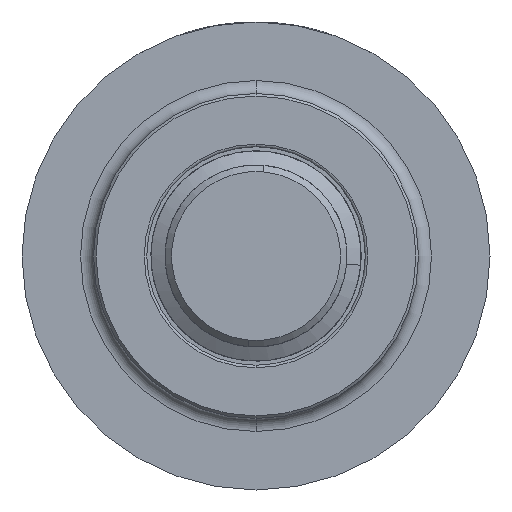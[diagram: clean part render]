
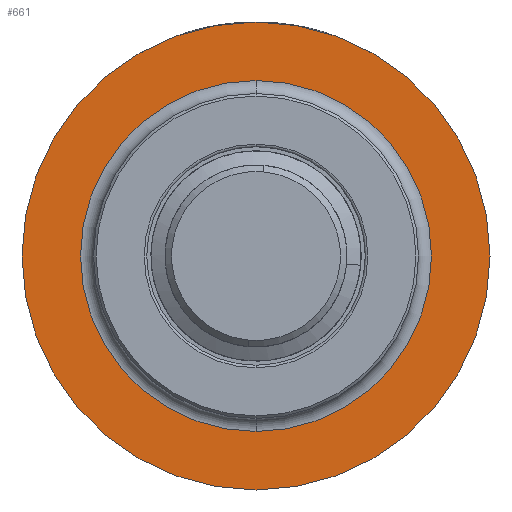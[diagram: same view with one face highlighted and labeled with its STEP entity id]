
A CAD part, front view. The second image highlights one B-rep face of the part: STEP entity #661.
In plain terms, the highlighted planar face has unit normal (0, -1, 0).
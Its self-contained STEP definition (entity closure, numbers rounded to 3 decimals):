
#226 = DIRECTION ( 'NONE',  ( 0., -1., 0. ) ) ;
#251 = CARTESIAN_POINT ( 'NONE',  ( 13.5, 4.42, 0. ) ) ;
#275 = DIRECTION ( 'NONE',  ( 0., 0., -1. ) ) ;
#402 = CIRCLE ( 'NONE', #4529, 13.5 ) ;
#661 = ADVANCED_FACE ( 'NONE', ( #8100, #699 ), #7892, .T. ) ;
#691 = EDGE_CURVE ( 'NONE', #5545, #7631, #7695, .T. ) ;
#699 = FACE_BOUND ( 'NONE', #4079, .T. ) ;
#775 = CARTESIAN_POINT ( 'NONE',  ( 0., 4.42, 18. ) ) ;
#880 = DIRECTION ( 'NONE',  ( 0., -1., 0. ) ) ;
#1146 = CARTESIAN_POINT ( 'NONE',  ( 0., 4.42, 0. ) ) ;
#1542 = CARTESIAN_POINT ( 'NONE',  ( 0., 4.42, 0. ) ) ;
#1745 = DIRECTION ( 'NONE',  ( 0., -1., 0. ) ) ;
#1805 = EDGE_CURVE ( 'NONE', #6649, #6731, #5298, .T. ) ;
#2353 = DIRECTION ( 'NONE',  ( 0., 0., -1. ) ) ;
#2680 = AXIS2_PLACEMENT_3D ( 'NONE', #1542, #880, #275 ) ;
#2705 = DIRECTION ( 'NONE',  ( 0., 0., -1. ) ) ;
#2707 = ORIENTED_EDGE ( 'NONE', *, *, #691, .T. ) ;
#2853 = EDGE_CURVE ( 'NONE', #7631, #5545, #2944, .T. ) ;
#2944 = CIRCLE ( 'NONE', #4737, 18. ) ;
#2947 = AXIS2_PLACEMENT_3D ( 'NONE', #251, #226, #6586 ) ;
#3296 = ORIENTED_EDGE ( 'NONE', *, *, #1805, .F. ) ;
#3797 = CARTESIAN_POINT ( 'NONE',  ( 0., 4.42, -13.5 ) ) ;
#4051 = AXIS2_PLACEMENT_3D ( 'NONE', #5862, #7150, #2705 ) ;
#4079 = EDGE_LOOP ( 'NONE', ( #7457, #3296 ) ) ;
#4529 = AXIS2_PLACEMENT_3D ( 'NONE', #1146, #5520, #6163 ) ;
#4669 = EDGE_CURVE ( 'NONE', #6731, #6649, #402, .T. ) ;
#4737 = AXIS2_PLACEMENT_3D ( 'NONE', #6207, #1745, #2353 ) ;
#5298 = CIRCLE ( 'NONE', #4051, 13.5 ) ;
#5459 = EDGE_LOOP ( 'NONE', ( #2707, #6954 ) ) ;
#5520 = DIRECTION ( 'NONE',  ( 0., -1., 0. ) ) ;
#5545 = VERTEX_POINT ( 'NONE', #6112 ) ;
#5862 = CARTESIAN_POINT ( 'NONE',  ( 0., 4.42, 0. ) ) ;
#6112 = CARTESIAN_POINT ( 'NONE',  ( 0., 4.42, -18. ) ) ;
#6163 = DIRECTION ( 'NONE',  ( 0., 0., -1. ) ) ;
#6207 = CARTESIAN_POINT ( 'NONE',  ( 0., 4.42, 0. ) ) ;
#6586 = DIRECTION ( 'NONE',  ( 0., 0., -1. ) ) ;
#6649 = VERTEX_POINT ( 'NONE', #6987 ) ;
#6731 = VERTEX_POINT ( 'NONE', #3797 ) ;
#6954 = ORIENTED_EDGE ( 'NONE', *, *, #2853, .T. ) ;
#6987 = CARTESIAN_POINT ( 'NONE',  ( 0., 4.42, 13.5 ) ) ;
#7150 = DIRECTION ( 'NONE',  ( 0., -1., 0. ) ) ;
#7457 = ORIENTED_EDGE ( 'NONE', *, *, #4669, .F. ) ;
#7631 = VERTEX_POINT ( 'NONE', #775 ) ;
#7695 = CIRCLE ( 'NONE', #2680, 18. ) ;
#7892 = PLANE ( 'NONE',  #2947 ) ;
#8100 = FACE_OUTER_BOUND ( 'NONE', #5459, .T. ) ;
